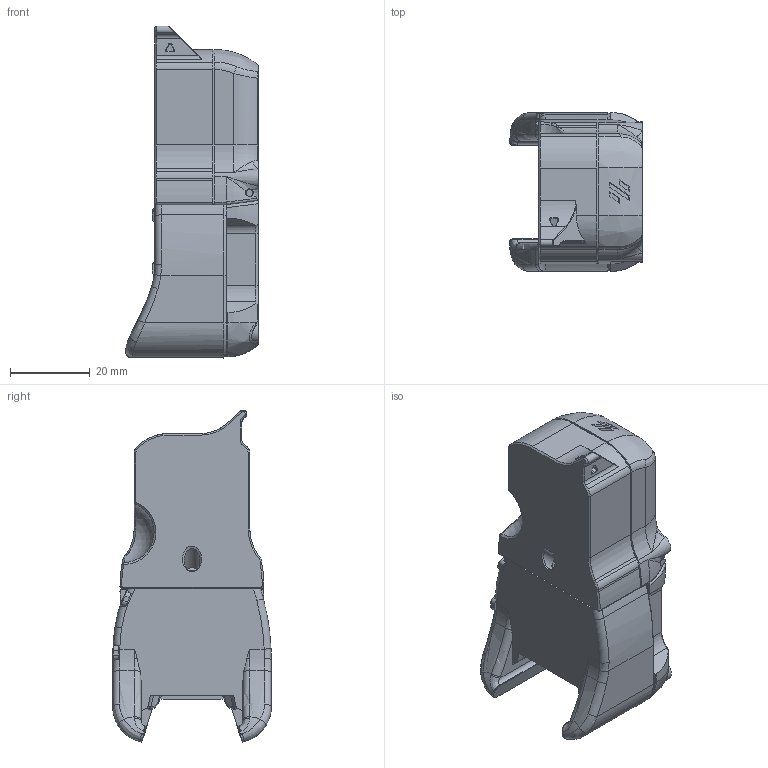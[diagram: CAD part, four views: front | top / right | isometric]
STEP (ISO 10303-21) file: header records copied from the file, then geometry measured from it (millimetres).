
FILE_DESCRIPTION(/* description */ (''),/* implementation_level */ '2;1');
FILE_NAME(/* name */ 'Afterburner_Ornament.step',/* time_stamp */ '2023-11-22T20:17:08-07:00',/* author */ (''),/* organization */ (''),/* preprocessor_version */ 'ST-DEVELOPER v20',/* originating_system */ 'Autodesk Translation Framework v12.14.0.127',/* authorisation */ '');
FILE_SCHEMA (('AUTOMOTIVE_DESIGN { 1 0 10303 214 3 1 1 }'));
Length unit declared in the file: millimetre
Products named in the file (8): Afterburner Ornament; Hardware; M2x8 SHCS; Filament Piece; AB_Ornament_Duct; CW1; HE Fan Housing; Blower Housing
Assembly tree (11 placements, depth 3):
  Afterburner Ornament
    Hardware
      M2x8 SHCS  x5
    Filament Piece
    AB_Ornament_Duct
    CW1
    HE Fan Housing
    Blower Housing
Bounding box: 33.24 x 39.69 x 83.11 mm (x, y, z)
Volume: 52905.7 mm3; surface area: 18364.6 mm2
Topology: 10 solids, 10 shells, 625 faces, 1478 edges, 888 vertices
Faces by surface type: plane 235, cylinder 133, cone 115, bspline 106, torus 30, sphere 6
Full cylindrical faces by diameter (mm): 1.75 x1, 1.9 x9, 2 x9, 3.8 x5, 4 x4, 19.656 x1, 20.966 x1
Entity records: 20603 total; most frequent: CARTESIAN_POINT 8100, ORIENTED_EDGE 2660, DIRECTION 2418, EDGE_CURVE 1330, AXIS2_PLACEMENT_3D 922, VERTEX_POINT 812, EDGE_LOOP 574, LINE 574
